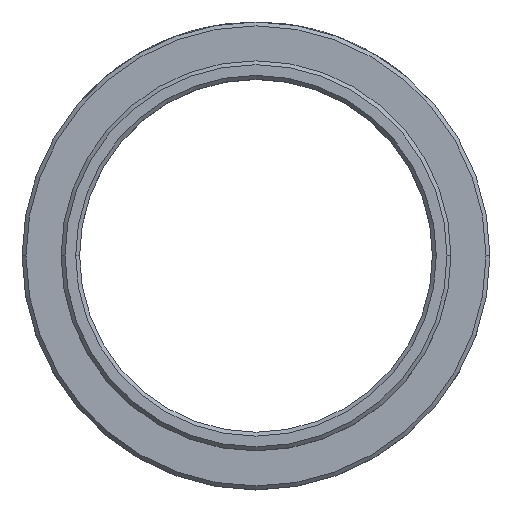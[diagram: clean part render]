
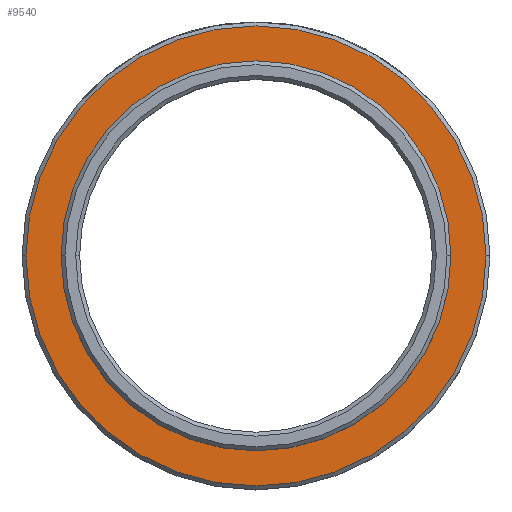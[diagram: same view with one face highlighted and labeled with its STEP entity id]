
A CAD part, top view. The second image highlights one B-rep face of the part: STEP entity #9540.
In plain terms, the highlighted planar face has unit normal (0, 0, 1).
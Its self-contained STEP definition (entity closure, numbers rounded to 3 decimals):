
#411 = DIRECTION ( 'NONE',  ( 0., 0., 1. ) ) ;
#661 = VERTEX_POINT ( 'NONE', #12344 ) ;
#1006 = DIRECTION ( 'NONE',  ( 0., 0., 1. ) ) ;
#1530 = EDGE_LOOP ( 'NONE', ( #9800, #19233 ) ) ;
#1579 = CARTESIAN_POINT ( 'NONE',  ( 8.634, 15.956, 24.111 ) ) ;
#1778 = AXIS2_PLACEMENT_3D ( 'NONE', #13929, #5004, #15417 ) ;
#3051 = DIRECTION ( 'NONE',  ( 1., 0., 0. ) ) ;
#3393 = AXIS2_PLACEMENT_3D ( 'NONE', #9915, #1006, #11418 ) ;
#3536 = EDGE_LOOP ( 'NONE', ( #6510, #18150 ) ) ;
#4127 = EDGE_CURVE ( 'NONE', #661, #11857, #10687, .T. ) ;
#4646 = CIRCLE ( 'NONE', #8394, 14.986 ) ;
#5004 = DIRECTION ( 'NONE',  ( 0., 0., -1. ) ) ;
#5448 = CARTESIAN_POINT ( 'NONE',  ( 8.634, 15.956, 24.111 ) ) ;
#6510 = ORIENTED_EDGE ( 'NONE', *, *, #9874, .F. ) ;
#6968 = DIRECTION ( 'NONE',  ( 1., 0., 0. ) ) ;
#8394 = AXIS2_PLACEMENT_3D ( 'NONE', #5448, #15849, #6968 ) ;
#9297 = CARTESIAN_POINT ( 'NONE',  ( 8.634, 15.956, 24.111 ) ) ;
#9540 = ADVANCED_FACE ( 'NONE', ( #17992, #14048 ), #18358, .F. ) ;
#9800 = ORIENTED_EDGE ( 'NONE', *, *, #13185, .T. ) ;
#9874 = EDGE_CURVE ( 'NONE', #12859, #14973, #10778, .T. ) ;
#9915 = CARTESIAN_POINT ( 'NONE',  ( 8.634, 15.956, 24.111 ) ) ;
#10306 = CARTESIAN_POINT ( 'NONE',  ( -6.352, 15.956, 24.111 ) ) ;
#10687 = CIRCLE ( 'NONE', #3393, 14.986 ) ;
#10778 = CIRCLE ( 'NONE', #13060, 12.7 ) ;
#10805 = DIRECTION ( 'NONE',  ( 1., 0., 0. ) ) ;
#10807 = CIRCLE ( 'NONE', #14056, 12.7 ) ;
#11418 = DIRECTION ( 'NONE',  ( 1., 0., 0. ) ) ;
#11857 = VERTEX_POINT ( 'NONE', #10306 ) ;
#11994 = DIRECTION ( 'NONE',  ( 0., 0., 1. ) ) ;
#12344 = CARTESIAN_POINT ( 'NONE',  ( 23.62, 15.956, 24.111 ) ) ;
#12859 = VERTEX_POINT ( 'NONE', #14439 ) ;
#13060 = AXIS2_PLACEMENT_3D ( 'NONE', #9297, #411, #10805 ) ;
#13185 = EDGE_CURVE ( 'NONE', #11857, #661, #4646, .T. ) ;
#13929 = CARTESIAN_POINT ( 'NONE',  ( 8.634, 28.656, 24.111 ) ) ;
#14048 = FACE_OUTER_BOUND ( 'NONE', #1530, .T. ) ;
#14056 = AXIS2_PLACEMENT_3D ( 'NONE', #1579, #11994, #3051 ) ;
#14439 = CARTESIAN_POINT ( 'NONE',  ( 21.334, 15.956, 24.111 ) ) ;
#14973 = VERTEX_POINT ( 'NONE', #18508 ) ;
#15417 = DIRECTION ( 'NONE',  ( -1., 0., 0. ) ) ;
#15849 = DIRECTION ( 'NONE',  ( 0., 0., 1. ) ) ;
#17992 = FACE_BOUND ( 'NONE', #3536, .T. ) ;
#18150 = ORIENTED_EDGE ( 'NONE', *, *, #19015, .F. ) ;
#18358 = PLANE ( 'NONE',  #1778 ) ;
#18508 = CARTESIAN_POINT ( 'NONE',  ( -4.066, 15.956, 24.111 ) ) ;
#19015 = EDGE_CURVE ( 'NONE', #14973, #12859, #10807, .T. ) ;
#19233 = ORIENTED_EDGE ( 'NONE', *, *, #4127, .T. ) ;
